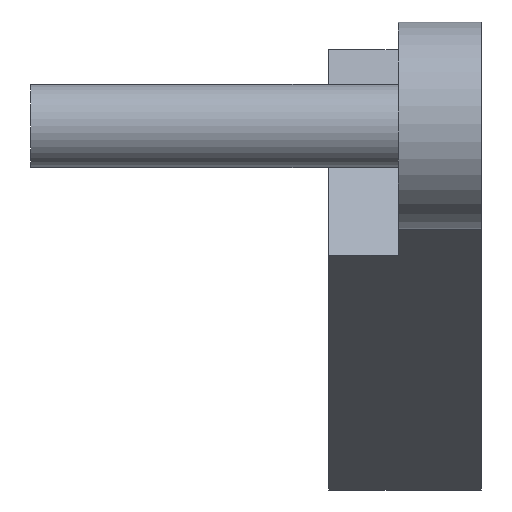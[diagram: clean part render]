
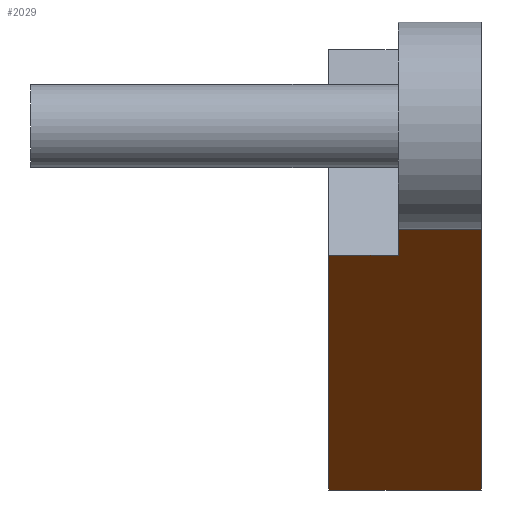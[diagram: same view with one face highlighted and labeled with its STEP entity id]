
A CAD part, left-side view. The second image highlights one B-rep face of the part: STEP entity #2029.
In plain terms, the highlighted planar face has unit normal (-0.588, 0, -0.809).
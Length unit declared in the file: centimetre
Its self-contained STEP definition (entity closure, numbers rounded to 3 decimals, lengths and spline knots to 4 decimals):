
#187=VECTOR('',#2131,1.);
#190=VECTOR('',#2137,1.);
#195=VECTOR('',#2145,1.);
#376=VECTOR('',#2395,1.);
#377=VECTOR('',#2396,1.);
#378=VECTOR('',#2397,1.);
#401=LINE('',#2438,#187);
#404=LINE('',#2446,#190);
#409=LINE('',#2456,#195);
#590=LINE('',#3185,#376);
#591=LINE('',#3187,#377);
#592=LINE('',#3189,#378);
#677=PLANE('',#2112);
#690=VERTEX_POINT('',#2437);
#691=VERTEX_POINT('',#2439);
#693=VERTEX_POINT('',#2445);
#697=VERTEX_POINT('',#2457);
#856=VERTEX_POINT('',#3186);
#857=VERTEX_POINT('',#3188);
#880=EDGE_CURVE('',#691,#690,#401,.T.);
#884=EDGE_CURVE('',#690,#693,#404,.T.);
#889=EDGE_CURVE('',#691,#697,#409,.T.);
#1127=EDGE_CURVE('',#693,#856,#590,.T.);
#1128=EDGE_CURVE('',#856,#857,#591,.T.);
#1129=EDGE_CURVE('',#857,#697,#592,.T.);
#1579=ORIENTED_EDGE('',*,*,#884,.T.);
#1580=ORIENTED_EDGE('',*,*,#1127,.T.);
#1581=ORIENTED_EDGE('',*,*,#1128,.T.);
#1582=ORIENTED_EDGE('',*,*,#1129,.T.);
#1583=ORIENTED_EDGE('',*,*,#889,.F.);
#1584=ORIENTED_EDGE('',*,*,#880,.T.);
#1798=EDGE_LOOP('',(#1579,#1580,#1581,#1582,#1583,#1584));
#1916=FACE_BOUND('',#1798,.T.);
#2029=ADVANCED_FACE('',(#1916),#677,.T.);
#2112=AXIS2_PLACEMENT_3D('',#3184,#2394,$);
#2131=DIRECTION('',(0.809,0.,-0.588));
#2137=DIRECTION('',(0.,1.,0.));
#2145=DIRECTION('',(0.,-1.,0.));
#2394=DIRECTION('',(-0.588,0.,-0.809));
#2395=DIRECTION('',(0.809,0.,-0.588));
#2396=DIRECTION('',(0.,-1.,0.));
#2397=DIRECTION('',(-0.809,0.,0.588));
#2437=CARTESIAN_POINT('',(2.5548,1.2,-2.966));
#2438=CARTESIAN_POINT('',(2.7989,1.2,-3.1432));
#2439=CARTESIAN_POINT('',(1.954,1.2,-2.5297));
#2445=CARTESIAN_POINT('',(2.5548,2.2,-2.966));
#2446=CARTESIAN_POINT('',(2.5548,1.95,-2.966));
#2456=CARTESIAN_POINT('',(1.954,2.2,-2.5297));
#2457=CARTESIAN_POINT('',(1.954,0.,-2.5297));
#3184=CARTESIAN_POINT('',(4.5845,2.2,-4.4398));
#3185=CARTESIAN_POINT('',(1.954,2.2,-2.5297));
#3186=CARTESIAN_POINT('',(7.215,2.2,-6.35));
#3187=CARTESIAN_POINT('',(7.215,2.2,-6.35));
#3188=CARTESIAN_POINT('',(7.215,0.,-6.35));
#3189=CARTESIAN_POINT('',(1.954,0.,-2.5297));
